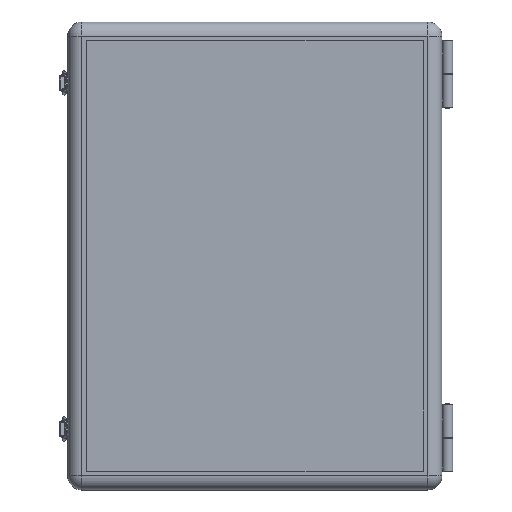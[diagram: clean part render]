
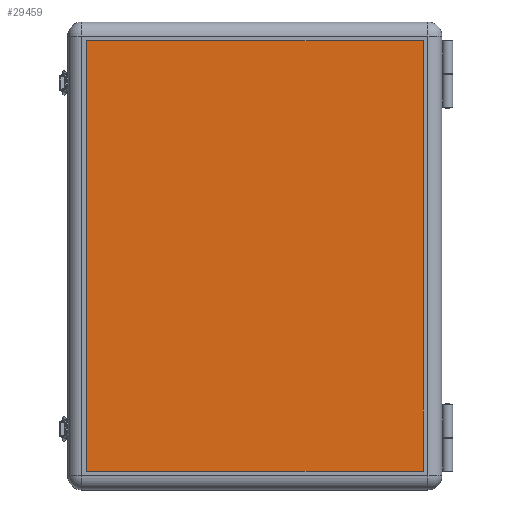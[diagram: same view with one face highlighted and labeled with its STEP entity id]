
A CAD part, top view. The second image highlights one B-rep face of the part: STEP entity #29459.
In plain terms, the highlighted face is planar.
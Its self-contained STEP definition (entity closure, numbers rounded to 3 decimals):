
#2395 = ORIENTED_EDGE ( 'NONE', *, *, #27881, .F. ) ;
#2399 = ORIENTED_EDGE ( 'NONE', *, *, #28140, .F. ) ;
#2402 = ORIENTED_EDGE ( 'NONE', *, *, #28174, .F. ) ;
#2405 = ORIENTED_EDGE ( 'NONE', *, *, #27907, .F. ) ;
#13018 = VERTEX_POINT ( 'NONE', #45627 ) ;
#13122 = VERTEX_POINT ( 'NONE', #45731 ) ;
#13173 = VERTEX_POINT ( 'NONE', #45782 ) ;
#20305 = VERTEX_POINT ( 'NONE', #50236 ) ;
#27881 = EDGE_CURVE ( 'NONE', #13173, #20305, #52641, .T. ) ;
#27907 = EDGE_CURVE ( 'NONE', #13122, #13173, #52714, .T. ) ;
#28140 = EDGE_CURVE ( 'NONE', #20305, #13018, #53206, .T. ) ;
#28174 = EDGE_CURVE ( 'NONE', #13018, #13122, #55118, .T. ) ;
#29459 = ADVANCED_FACE ( 'NONE', ( #57784 ), #57786, .F. ) ;
#33530 = EDGE_LOOP ( 'NONE', ( #2405, #2402, #2399, #2395 ) ) ;
#44166 = VECTOR ( 'NONE', #52664, 1000. ) ;
#44185 = VECTOR ( 'NONE', #52719, 1000. ) ;
#45627 = CARTESIAN_POINT ( 'NONE',  ( -180., -230., 0. ) ) ;
#45731 = CARTESIAN_POINT ( 'NONE',  ( 180., -230., 0. ) ) ;
#45782 = CARTESIAN_POINT ( 'NONE',  ( 180., 230., 0. ) ) ;
#50236 = CARTESIAN_POINT ( 'NONE',  ( -180., 230., 0. ) ) ;
#52641 = LINE ( 'NONE', #52659, #44166 ) ;
#52659 = CARTESIAN_POINT ( 'NONE',  ( -183.5, 230., 0. ) ) ;
#52664 = DIRECTION ( 'NONE',  ( -1., 0., 0. ) ) ;
#52714 = LINE ( 'NONE', #52717, #44185 ) ;
#52717 = CARTESIAN_POINT ( 'NONE',  ( 180., -233.5, 0. ) ) ;
#52719 = DIRECTION ( 'NONE',  ( 0., 1., 0. ) ) ;
#53206 = LINE ( 'NONE', #53209, #53342 ) ;
#53209 = CARTESIAN_POINT ( 'NONE',  ( -180., -233.5, 0. ) ) ;
#53211 = DIRECTION ( 'NONE',  ( 0., -1., 0. ) ) ;
#53342 = VECTOR ( 'NONE', #53211, 1000. ) ;
#53374 = VECTOR ( 'NONE', #55120, 1000. ) ;
#54608 = AXIS2_PLACEMENT_3D ( 'NONE', #57767, #57790, #57791 ) ;
#55118 = LINE ( 'NONE', #55119, #53374 ) ;
#55119 = CARTESIAN_POINT ( 'NONE',  ( -183.5, -230., 0. ) ) ;
#55120 = DIRECTION ( 'NONE',  ( 1., 0., 0. ) ) ;
#57767 = CARTESIAN_POINT ( 'NONE',  ( -183.5, -233.5, 0. ) ) ;
#57784 = FACE_OUTER_BOUND ( 'NONE', #33530, .T. ) ;
#57786 = PLANE ( 'NONE',  #54608 ) ;
#57790 = DIRECTION ( 'NONE',  ( 0., 0., 1. ) ) ;
#57791 = DIRECTION ( 'NONE',  ( 1., 0., 0. ) ) ;
